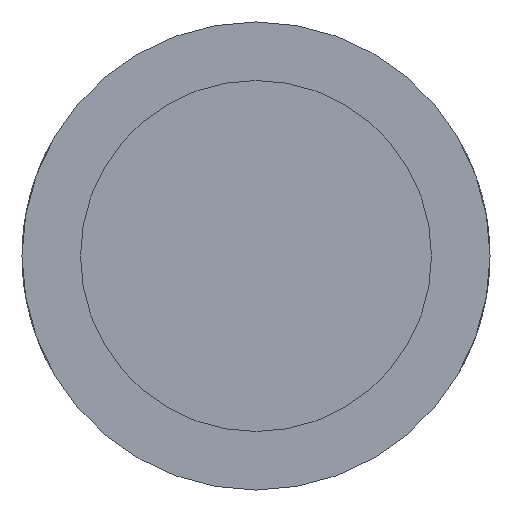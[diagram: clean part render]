
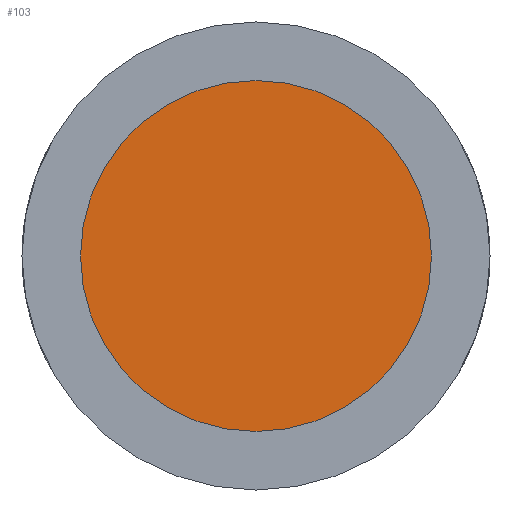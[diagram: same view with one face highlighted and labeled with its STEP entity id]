
A CAD part, front view. The second image highlights one B-rep face of the part: STEP entity #103.
In plain terms, the highlighted planar face has unit normal (0, -1, 0).
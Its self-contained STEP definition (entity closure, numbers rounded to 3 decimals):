
#17=CIRCLE('',#124,1.5);
#21=PLANE('',#123);
#25=FACE_OUTER_BOUND('',#31,.T.);
#31=EDGE_LOOP('',(#80));
#56=VERTEX_POINT('',#241);
#66=EDGE_CURVE('',#56,#56,#17,.T.);
#80=ORIENTED_EDGE('',*,*,#66,.T.);
#103=ADVANCED_FACE('',(#25),#21,.F.);
#123=AXIS2_PLACEMENT_3D('',#240,#137,#138);
#124=AXIS2_PLACEMENT_3D('',#242,#139,#140);
#137=DIRECTION('center_axis',(0.,1.,0.));
#138=DIRECTION('ref_axis',(1.,0.,0.));
#139=DIRECTION('center_axis',(0.,-1.,0.));
#140=DIRECTION('ref_axis',(1.,0.,0.));
#240=CARTESIAN_POINT('Origin',(3.6,-120.174,0.));
#241=CARTESIAN_POINT('',(2.1,-120.174,0.));
#242=CARTESIAN_POINT('Origin',(3.6,-120.174,0.));
